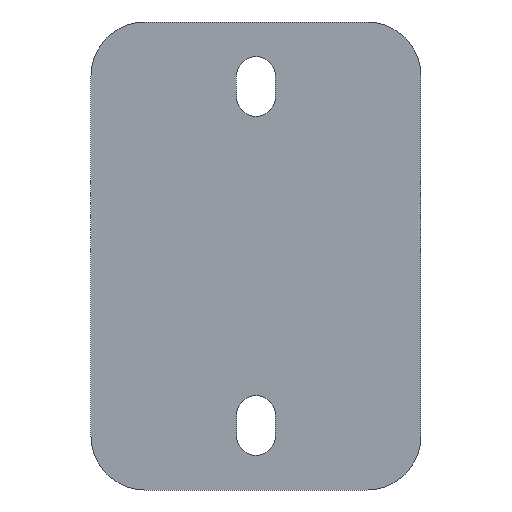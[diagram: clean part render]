
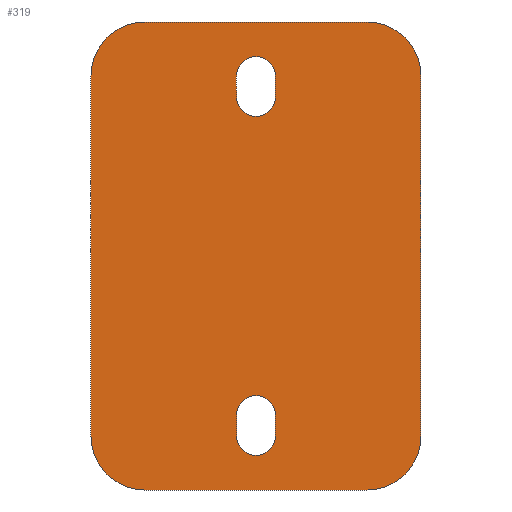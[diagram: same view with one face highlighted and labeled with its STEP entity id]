
A CAD part, front view. The second image highlights one B-rep face of the part: STEP entity #319.
In plain terms, the highlighted planar face has unit normal (0, -1, 0).
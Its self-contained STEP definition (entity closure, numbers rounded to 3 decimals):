
#319 = ADVANCED_FACE( '', ( #673, #674, #675 ), #676, .F. );
#673 = FACE_OUTER_BOUND( '', #1078, .T. );
#674 = FACE_BOUND( '', #1079, .T. );
#675 = FACE_BOUND( '', #1080, .T. );
#676 = PLANE( '', #1081 );
#1078 = EDGE_LOOP( '', ( #1761, #1762, #1763, #1764, #1765, #1766, #1767, #1768 ) );
#1079 = EDGE_LOOP( '', ( #1769, #1770, #1771, #1772 ) );
#1080 = EDGE_LOOP( '', ( #1773, #1774, #1775, #1776 ) );
#1081 = AXIS2_PLACEMENT_3D( '', #1777, #1778, #1779 );
#1761 = ORIENTED_EDGE( '', *, *, #2511, .F. );
#1762 = ORIENTED_EDGE( '', *, *, #2505, .F. );
#1763 = ORIENTED_EDGE( '', *, *, #2404, .F. );
#1764 = ORIENTED_EDGE( '', *, *, #2288, .F. );
#1765 = ORIENTED_EDGE( '', *, *, #2372, .F. );
#1766 = ORIENTED_EDGE( '', *, *, #2381, .F. );
#1767 = ORIENTED_EDGE( '', *, *, #2512, .F. );
#1768 = ORIENTED_EDGE( '', *, *, #2513, .F. );
#1769 = ORIENTED_EDGE( '', *, *, #2385, .T. );
#1770 = ORIENTED_EDGE( '', *, *, #2436, .T. );
#1771 = ORIENTED_EDGE( '', *, *, #2426, .T. );
#1772 = ORIENTED_EDGE( '', *, *, #2514, .T. );
#1773 = ORIENTED_EDGE( '', *, *, #2515, .T. );
#1774 = ORIENTED_EDGE( '', *, *, #2363, .T. );
#1775 = ORIENTED_EDGE( '', *, *, #2254, .T. );
#1776 = ORIENTED_EDGE( '', *, *, #2480, .T. );
#1777 = CARTESIAN_POINT( '', ( -18.5, 0., -30. ) );
#1778 = DIRECTION( '', ( 0., 1., 0. ) );
#1779 = DIRECTION( '', ( 0., 0., 1. ) );
#2254 = EDGE_CURVE( '', #2629, #2630, #2631, .T. );
#2288 = EDGE_CURVE( '', #2692, #2693, #2694, .T. );
#2363 = EDGE_CURVE( '', #2817, #2629, #2818, .T. );
#2372 = EDGE_CURVE( '', #2829, #2692, #2830, .T. );
#2381 = EDGE_CURVE( '', #2843, #2829, #2844, .T. );
#2385 = EDGE_CURVE( '', #2849, #2850, #2851, .T. );
#2404 = EDGE_CURVE( '', #2693, #2880, #2881, .T. );
#2426 = EDGE_CURVE( '', #2915, #2916, #2917, .T. );
#2436 = EDGE_CURVE( '', #2850, #2915, #2931, .T. );
#2480 = EDGE_CURVE( '', #2630, #2997, #2998, .T. );
#2505 = EDGE_CURVE( '', #2880, #3034, #3035, .T. );
#2511 = EDGE_CURVE( '', #3034, #3043, #3044, .T. );
#2512 = EDGE_CURVE( '', #3045, #2843, #3046, .T. );
#2513 = EDGE_CURVE( '', #3043, #3045, #3047, .T. );
#2514 = EDGE_CURVE( '', #2916, #2849, #3048, .T. );
#2515 = EDGE_CURVE( '', #2997, #2817, #3049, .T. );
#2629 = VERTEX_POINT( '', #3179 );
#2630 = VERTEX_POINT( '', #3180 );
#2631 = CIRCLE( '', #3181, 3.25 );
#2692 = VERTEX_POINT( '', #3259 );
#2693 = VERTEX_POINT( '', #3260 );
#2694 = LINE( '', #3261, #3262 );
#2817 = VERTEX_POINT( '', #3521 );
#2818 = LINE( '', #3522, #3523 );
#2829 = VERTEX_POINT( '', #3537 );
#2830 = CIRCLE( '', #3538, 9. );
#2843 = VERTEX_POINT( '', #3617 );
#2844 = LINE( '', #3618, #3619 );
#2849 = VERTEX_POINT( '', #3626 );
#2850 = VERTEX_POINT( '', #3627 );
#2851 = LINE( '', #3628, #3629 );
#2880 = VERTEX_POINT( '', #3669 );
#2881 = CIRCLE( '', #3670, 9. );
#2915 = VERTEX_POINT( '', #3715 );
#2916 = VERTEX_POINT( '', #3716 );
#2917 = LINE( '', #3717, #3718 );
#2931 = CIRCLE( '', #3735, 3.25 );
#2997 = VERTEX_POINT( '', #3897 );
#2998 = LINE( '', #3898, #3899 );
#3034 = VERTEX_POINT( '', #3963 );
#3035 = LINE( '', #3964, #3965 );
#3043 = VERTEX_POINT( '', #3975 );
#3044 = CIRCLE( '', #3976, 9. );
#3045 = VERTEX_POINT( '', #3977 );
#3046 = CIRCLE( '', #3978, 9. );
#3047 = LINE( '', #3979, #3980 );
#3048 = CIRCLE( '', #3981, 3.25 );
#3049 = CIRCLE( '', #3982, 3.25 );
#3179 = CARTESIAN_POINT( '', ( -3.25, 0., 30. ) );
#3180 = CARTESIAN_POINT( '', ( 3.25, 0., 30. ) );
#3181 = AXIS2_PLACEMENT_3D( '', #4285, #4286, #4287 );
#3259 = CARTESIAN_POINT( '', ( 27.5, 0., 30. ) );
#3260 = CARTESIAN_POINT( '', ( 27.5, 0., -30. ) );
#3261 = CARTESIAN_POINT( '', ( 27.5, 0., 30. ) );
#3262 = VECTOR( '', #4341, 1000. );
#3521 = CARTESIAN_POINT( '', ( -3.25, 0., 26.5 ) );
#3522 = CARTESIAN_POINT( '', ( -3.25, 0., 26.5 ) );
#3523 = VECTOR( '', #4422, 1000. );
#3537 = CARTESIAN_POINT( '', ( 18.5, 0., 39. ) );
#3538 = AXIS2_PLACEMENT_3D( '', #4435, #4436, #4437 );
#3617 = CARTESIAN_POINT( '', ( -18.5, 0., 39. ) );
#3618 = CARTESIAN_POINT( '', ( -18.5, 0., 39. ) );
#3619 = VECTOR( '', #4448, 1000. );
#3626 = CARTESIAN_POINT( '', ( -3.25, 0., -30. ) );
#3627 = CARTESIAN_POINT( '', ( -3.25, 0., -26.5 ) );
#3628 = CARTESIAN_POINT( '', ( -3.25, 0., -30. ) );
#3629 = VECTOR( '', #4451, 1000. );
#3669 = CARTESIAN_POINT( '', ( 18.5, 0., -39. ) );
#3670 = AXIS2_PLACEMENT_3D( '', #4472, #4473, #4474 );
#3715 = CARTESIAN_POINT( '', ( 3.25, 0., -26.5 ) );
#3716 = CARTESIAN_POINT( '', ( 3.25, 0., -30. ) );
#3717 = CARTESIAN_POINT( '', ( 3.25, 0., -26.5 ) );
#3718 = VECTOR( '', #4507, 1000. );
#3735 = AXIS2_PLACEMENT_3D( '', #4523, #4524, #4525 );
#3897 = CARTESIAN_POINT( '', ( 3.25, 0., 26.5 ) );
#3898 = CARTESIAN_POINT( '', ( 3.25, 0., 30. ) );
#3899 = VECTOR( '', #4569, 1000. );
#3963 = CARTESIAN_POINT( '', ( -18.5, 0., -39. ) );
#3964 = CARTESIAN_POINT( '', ( 18.5, 0., -39. ) );
#3965 = VECTOR( '', #4590, 1000. );
#3975 = CARTESIAN_POINT( '', ( -27.5, 0., -30. ) );
#3976 = AXIS2_PLACEMENT_3D( '', #4596, #4597, #4598 );
#3977 = CARTESIAN_POINT( '', ( -27.5, 0., 30. ) );
#3978 = AXIS2_PLACEMENT_3D( '', #4599, #4600, #4601 );
#3979 = CARTESIAN_POINT( '', ( -27.5, 0., -30. ) );
#3980 = VECTOR( '', #4602, 1000. );
#3981 = AXIS2_PLACEMENT_3D( '', #4603, #4604, #4605 );
#3982 = AXIS2_PLACEMENT_3D( '', #4606, #4607, #4608 );
#4285 = CARTESIAN_POINT( '', ( 0., 0., 30. ) );
#4286 = DIRECTION( '', ( 0., 1., 0. ) );
#4287 = DIRECTION( '', ( 1., 0., 0. ) );
#4341 = DIRECTION( '', ( 0., 0., -1. ) );
#4422 = DIRECTION( '', ( 0., 0., 1. ) );
#4435 = CARTESIAN_POINT( '', ( 18.5, 0., 30. ) );
#4436 = DIRECTION( '', ( 0., 1., 0. ) );
#4437 = DIRECTION( '', ( 1., 0., 0. ) );
#4448 = DIRECTION( '', ( 1., 0., 0. ) );
#4451 = DIRECTION( '', ( 0., 0., 1. ) );
#4472 = CARTESIAN_POINT( '', ( 18.5, 0., -30. ) );
#4473 = DIRECTION( '', ( 0., 1., 0. ) );
#4474 = DIRECTION( '', ( 1., 0., 0. ) );
#4507 = DIRECTION( '', ( 0., 0., -1. ) );
#4523 = CARTESIAN_POINT( '', ( 0., 0., -26.5 ) );
#4524 = DIRECTION( '', ( 0., 1., 0. ) );
#4525 = DIRECTION( '', ( 1., 0., 0. ) );
#4569 = DIRECTION( '', ( 0., 0., -1. ) );
#4590 = DIRECTION( '', ( -1., 0., 0. ) );
#4596 = CARTESIAN_POINT( '', ( -18.5, 0., -30. ) );
#4597 = DIRECTION( '', ( 0., 1., 0. ) );
#4598 = DIRECTION( '', ( 1., 0., 0. ) );
#4599 = CARTESIAN_POINT( '', ( -18.5, 0., 30. ) );
#4600 = DIRECTION( '', ( 0., 1., 0. ) );
#4601 = DIRECTION( '', ( 1., 0., 0. ) );
#4602 = DIRECTION( '', ( 0., 0., 1. ) );
#4603 = CARTESIAN_POINT( '', ( 0., 0., -30. ) );
#4604 = DIRECTION( '', ( 0., 1., 0. ) );
#4605 = DIRECTION( '', ( 1., 0., 0. ) );
#4606 = CARTESIAN_POINT( '', ( 0., 0., 26.5 ) );
#4607 = DIRECTION( '', ( 0., 1., 0. ) );
#4608 = DIRECTION( '', ( 1., 0., 0. ) );
